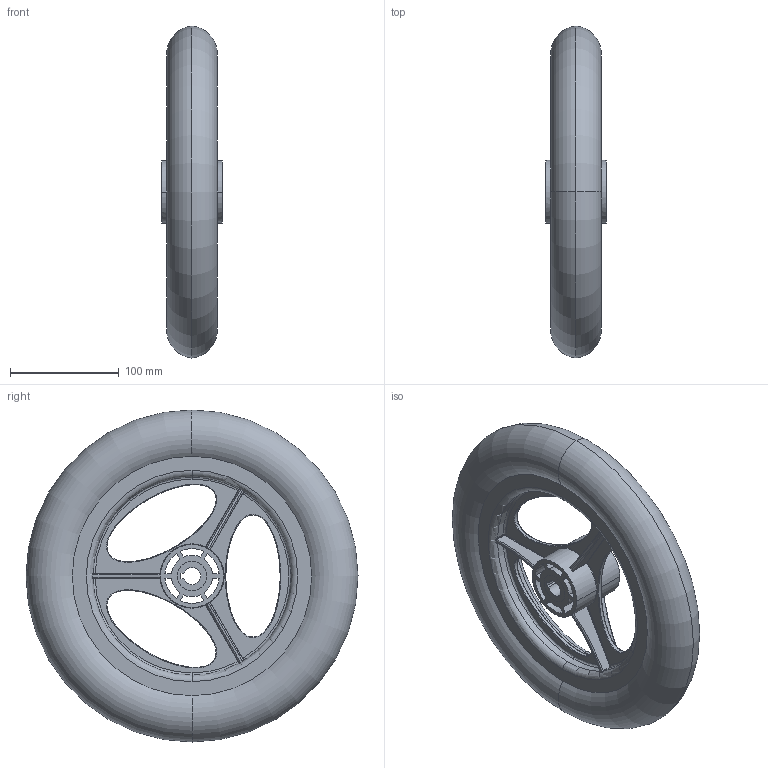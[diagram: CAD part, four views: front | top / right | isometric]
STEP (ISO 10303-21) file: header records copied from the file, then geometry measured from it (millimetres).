
FILE_DESCRIPTION((''),'2;1');
FILE_NAME('12 Inch Wheel.stp','2004-01-17T13:15:04',('t8558es'),(''),'Autodesk Inventor (tm) 5.0','Autodesk Inventor (tm) 5.0','');
FILE_SCHEMA(('CONFIG_CONTROL_DESIGN'));
Length unit declared in the file: inch
Products named in the file (4): 12 Inch Wheel; 12 Inch Wheel Outer Hub; 12 Inch Wheel Inner Hub; 12 Inch Tire
Assembly tree (3 placements, depth 2):
  12 Inch Wheel
    12 Inch Wheel Outer Hub
    12 Inch Wheel Inner Hub
    12 Inch Tire
Bounding box: 56 x 304.8 x 304.8 mm (x, y, z)
Volume: 1870383.5 mm3; surface area: 282893 mm2
Topology: 3 solids, 3 shells, 314 faces, 780 edges, 469 vertices
Faces by surface type: cylinder 123, bspline 122, plane 41, torus 28
Entity records: 16271 total; most frequent: CARTESIAN_POINT 8688, ORIENTED_EDGE 1536, DIRECTION 1449, EDGE_CURVE 768, AXIS2_PLACEMENT_3D 622, VERTEX_POINT 469, CIRCLE 423, EDGE_LOOP 347
